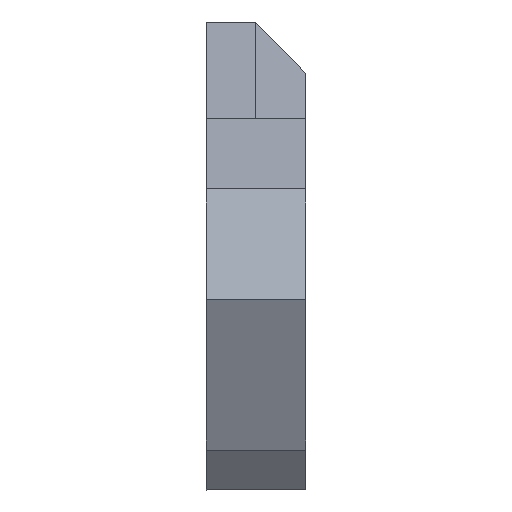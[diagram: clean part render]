
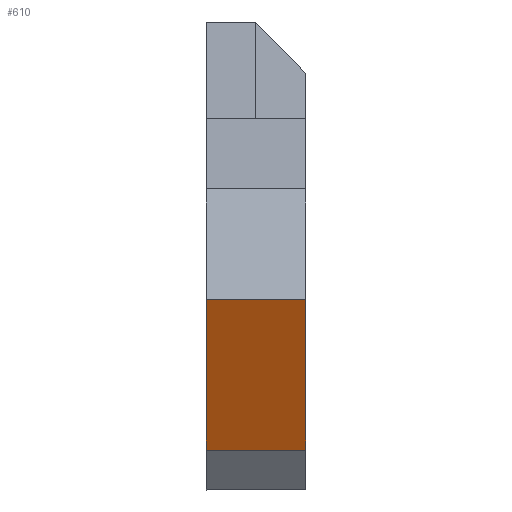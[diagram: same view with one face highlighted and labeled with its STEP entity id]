
A CAD part, left-side view. The second image highlights one B-rep face of the part: STEP entity #610.
In plain terms, the highlighted planar face has unit normal (-0.905, 0, -0.425).
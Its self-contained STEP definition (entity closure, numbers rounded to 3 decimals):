
#30=LINE('',#889,#100);
#76=LINE('',#984,#146);
#77=LINE('',#987,#147);
#78=LINE('',#988,#148);
#100=VECTOR('',#716,10.);
#146=VECTOR('',#800,6.);
#147=VECTOR('',#803,10.);
#148=VECTOR('',#804,6.);
#194=FACE_OUTER_BOUND('',#231,.T.);
#231=EDGE_LOOP('',(#499,#500,#501,#502));
#274=VERTEX_POINT('',#886);
#275=VERTEX_POINT('',#888);
#305=VERTEX_POINT('',#982);
#306=VERTEX_POINT('',#986);
#330=EDGE_CURVE('',#275,#274,#30,.T.);
#378=EDGE_CURVE('',#305,#274,#76,.T.);
#379=EDGE_CURVE('',#306,#305,#77,.T.);
#380=EDGE_CURVE('',#306,#275,#78,.T.);
#499=ORIENTED_EDGE('',*,*,#378,.F.);
#500=ORIENTED_EDGE('',*,*,#379,.F.);
#501=ORIENTED_EDGE('',*,*,#380,.T.);
#502=ORIENTED_EDGE('',*,*,#330,.T.);
#579=PLANE('',#665);
#610=ADVANCED_FACE('',(#194),#579,.T.);
#665=AXIS2_PLACEMENT_3D('',#985,#801,#802);
#716=DIRECTION('',(0.425,0.,-0.905));
#800=DIRECTION('',(0.,1.,0.));
#801=DIRECTION('center_axis',(-0.905,0.,-0.425));
#802=DIRECTION('ref_axis',(-0.425,0.,0.905));
#803=DIRECTION('',(0.425,0.,-0.905));
#804=DIRECTION('',(0.,1.,0.));
#886=CARTESIAN_POINT('',(-130.625,3.,2.041));
#888=CARTESIAN_POINT('',(-134.871,3.,11.094));
#889=CARTESIAN_POINT('',(-134.871,3.,11.094));
#982=CARTESIAN_POINT('',(-130.625,-3.,2.041));
#984=CARTESIAN_POINT('',(-130.625,-3.,2.041));
#985=CARTESIAN_POINT('Origin',(-131.687,-3.,4.304));
#986=CARTESIAN_POINT('',(-134.871,-3.,11.094));
#987=CARTESIAN_POINT('',(-134.871,-3.,11.094));
#988=CARTESIAN_POINT('',(-134.871,-3.,11.094));
